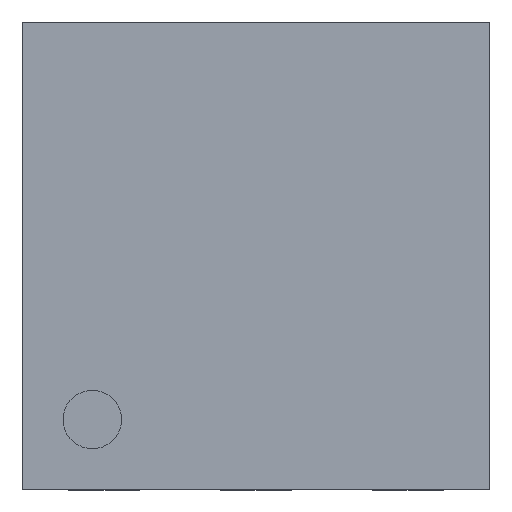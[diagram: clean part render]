
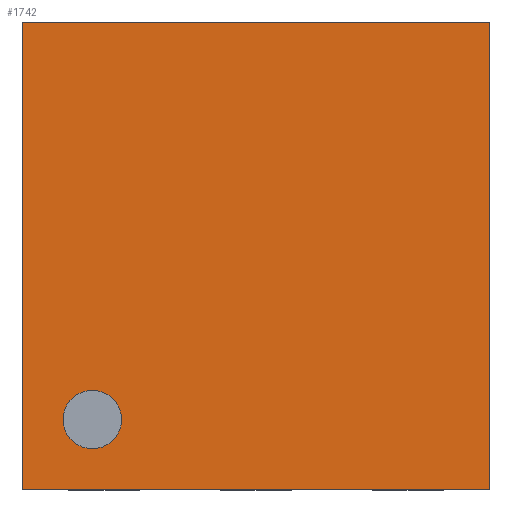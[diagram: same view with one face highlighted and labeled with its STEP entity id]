
A CAD part, top view. The second image highlights one B-rep face of the part: STEP entity #1742.
In plain terms, the highlighted planar face has unit normal (0, 0, 1).
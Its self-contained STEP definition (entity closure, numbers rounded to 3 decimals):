
#8 = VECTOR ( 'NONE', #1881, 1000. ) ;
#52 = CARTESIAN_POINT ( 'NONE',  ( -1., 1., 0.73 ) ) ;
#74 = EDGE_CURVE ( 'NONE', #1919, #1471, #114, .T. ) ;
#114 = LINE ( 'NONE', #1847, #1732 ) ;
#287 = CARTESIAN_POINT ( 'NONE',  ( 0., 0., 0.73 ) ) ;
#298 = ORIENTED_EDGE ( 'NONE', *, *, #74, .T. ) ;
#303 = ORIENTED_EDGE ( 'NONE', *, *, #1228, .T. ) ;
#521 = EDGE_CURVE ( 'NONE', #1385, #2019, #1049, .T. ) ;
#536 = DIRECTION ( 'NONE',  ( 0., 0., 1. ) ) ;
#549 = DIRECTION ( 'NONE',  ( -1., 0., 0. ) ) ;
#648 = CARTESIAN_POINT ( 'NONE',  ( 1., -1., 0.73 ) ) ;
#680 = AXIS2_PLACEMENT_3D ( 'NONE', #1629, #536, #2267 ) ;
#714 = EDGE_CURVE ( 'NONE', #2019, #1385, #954, .T. ) ;
#719 = VECTOR ( 'NONE', #1655, 1000. ) ;
#954 = CIRCLE ( 'NONE', #2218, 0.125 ) ;
#957 = DIRECTION ( 'NONE',  ( 0., 0., 1. ) ) ;
#964 = ORIENTED_EDGE ( 'NONE', *, *, #714, .F. ) ;
#980 = ORIENTED_EDGE ( 'NONE', *, *, #521, .F. ) ;
#983 = DIRECTION ( 'NONE',  ( 1., 0., 0. ) ) ;
#1001 = CARTESIAN_POINT ( 'NONE',  ( 1., 1., 0.73 ) ) ;
#1049 = CIRCLE ( 'NONE', #680, 0.125 ) ;
#1228 = EDGE_CURVE ( 'NONE', #1471, #2209, #1405, .T. ) ;
#1318 = EDGE_LOOP ( 'NONE', ( #303, #1887, #1995, #298 ) ) ;
#1365 = CARTESIAN_POINT ( 'NONE',  ( -0.575, -0.7, 0.73 ) ) ;
#1385 = VERTEX_POINT ( 'NONE', #2797 ) ;
#1405 = LINE ( 'NONE', #2256, #8 ) ;
#1471 = VERTEX_POINT ( 'NONE', #52 ) ;
#1472 = EDGE_CURVE ( 'NONE', #2209, #1980, #1583, .T. ) ;
#1485 = CARTESIAN_POINT ( 'NONE',  ( 1., 1., 0.73 ) ) ;
#1583 = LINE ( 'NONE', #1806, #2511 ) ;
#1629 = CARTESIAN_POINT ( 'NONE',  ( -0.7, -0.7, 0.73 ) ) ;
#1638 = PLANE ( 'NONE',  #2143 ) ;
#1655 = DIRECTION ( 'NONE',  ( 0., 1., 0. ) ) ;
#1698 = LINE ( 'NONE', #1001, #719 ) ;
#1732 = VECTOR ( 'NONE', #549, 1000. ) ;
#1742 = ADVANCED_FACE ( 'NONE', ( #2216, #2264 ), #1638, .T. ) ;
#1806 = CARTESIAN_POINT ( 'NONE',  ( -1., -1., 0.73 ) ) ;
#1847 = CARTESIAN_POINT ( 'NONE',  ( -1., 1., 0.73 ) ) ;
#1881 = DIRECTION ( 'NONE',  ( 0., -1., 0. ) ) ;
#1887 = ORIENTED_EDGE ( 'NONE', *, *, #1472, .T. ) ;
#1919 = VERTEX_POINT ( 'NONE', #1485 ) ;
#1968 = DIRECTION ( 'NONE',  ( 1., 0., 0. ) ) ;
#1980 = VERTEX_POINT ( 'NONE', #648 ) ;
#1995 = ORIENTED_EDGE ( 'NONE', *, *, #2165, .T. ) ;
#2019 = VERTEX_POINT ( 'NONE', #1365 ) ;
#2143 = AXIS2_PLACEMENT_3D ( 'NONE', #287, #957, #983 ) ;
#2165 = EDGE_CURVE ( 'NONE', #1980, #1919, #1698, .T. ) ;
#2209 = VERTEX_POINT ( 'NONE', #2541 ) ;
#2216 = FACE_BOUND ( 'NONE', #2739, .T. ) ;
#2218 = AXIS2_PLACEMENT_3D ( 'NONE', #2388, #2401, #1968 ) ;
#2256 = CARTESIAN_POINT ( 'NONE',  ( -1., 1., 0.73 ) ) ;
#2264 = FACE_OUTER_BOUND ( 'NONE', #1318, .T. ) ;
#2267 = DIRECTION ( 'NONE',  ( 1., 0., 0. ) ) ;
#2388 = CARTESIAN_POINT ( 'NONE',  ( -0.7, -0.7, 0.73 ) ) ;
#2401 = DIRECTION ( 'NONE',  ( 0., 0., 1. ) ) ;
#2511 = VECTOR ( 'NONE', #2627, 1000. ) ;
#2541 = CARTESIAN_POINT ( 'NONE',  ( -1., -1., 0.73 ) ) ;
#2627 = DIRECTION ( 'NONE',  ( 1., 0., 0. ) ) ;
#2739 = EDGE_LOOP ( 'NONE', ( #964, #980 ) ) ;
#2797 = CARTESIAN_POINT ( 'NONE',  ( -0.825, -0.7, 0.73 ) ) ;
